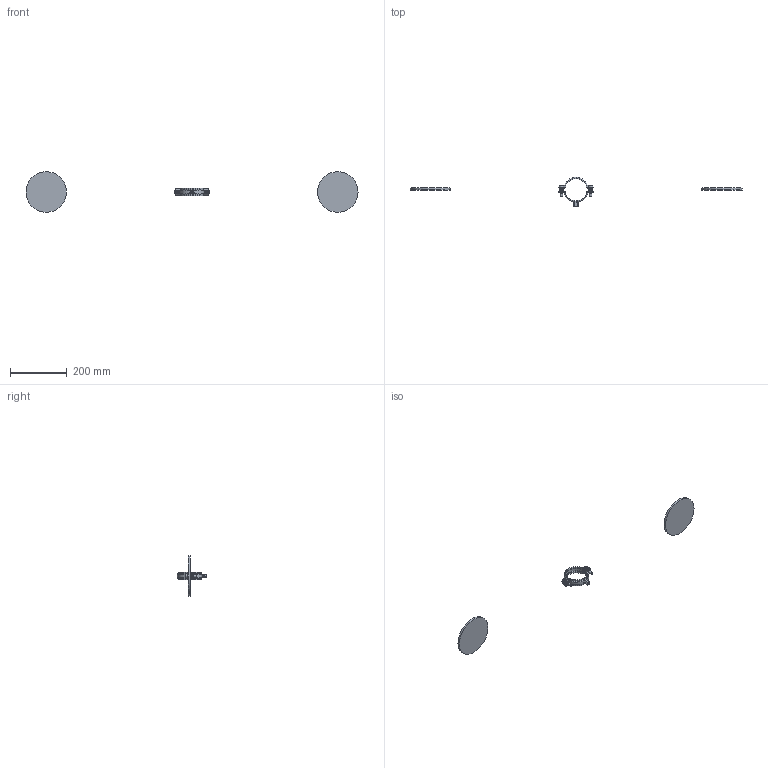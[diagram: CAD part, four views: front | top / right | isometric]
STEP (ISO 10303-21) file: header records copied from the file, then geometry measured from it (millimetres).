
FILE_DESCRIPTION(/* description */ (''),/* implementation_level */ '2;1');
FILE_NAME(/* name */ '4.973.070C_3D.stp',/* time_stamp */ '2025-10-15T11:24:41+02:00',/* author */ ('N.Hausmann'),/* organization */ (''),/* preprocessor_version */ 'ST-DEVELOPER v20',/* originating_system */ 'AutoCAD Mechanical',/* authorisation */ '');
FILE_SCHEMA (('AUTOMOTIVE_DESIGN { 1 0 10303 214 3 1 1 }'));
Length unit declared in the file: centimetre
Products named in the file (3): Product; *S0; SRS oE M8(M10 2.1(2'' vz_151609
Assembly tree (2 placements, depth 2):
  Product
    *S0
    SRS oE M8(M10 2.1(2'' vz_151609
Bounding box: 1165 x 103 x 142 mm (x, y, z)
Volume: 249552.5 mm3; surface area: 92152.3 mm2
Topology: 4 solids, 4 shells, 301 faces, 761 edges, 480 vertices
Faces by surface type: plane 134, cylinder 89, cone 38, torus 30, bspline 8, sphere 2
Full cylindrical faces by diameter (mm): 6.647 x1, 7.375 x2, 8 x6, 8.376 x1, 9 x2, 10.4 x1, 14 x2, 142 x2
Entity records: 9780 total; most frequent: CARTESIAN_POINT 2484, DIRECTION 1537, ORIENTED_EDGE 1530, EDGE_CURVE 765, AXIS2_PLACEMENT_3D 606, VERTEX_POINT 484, LINE 325, VECTOR 325
